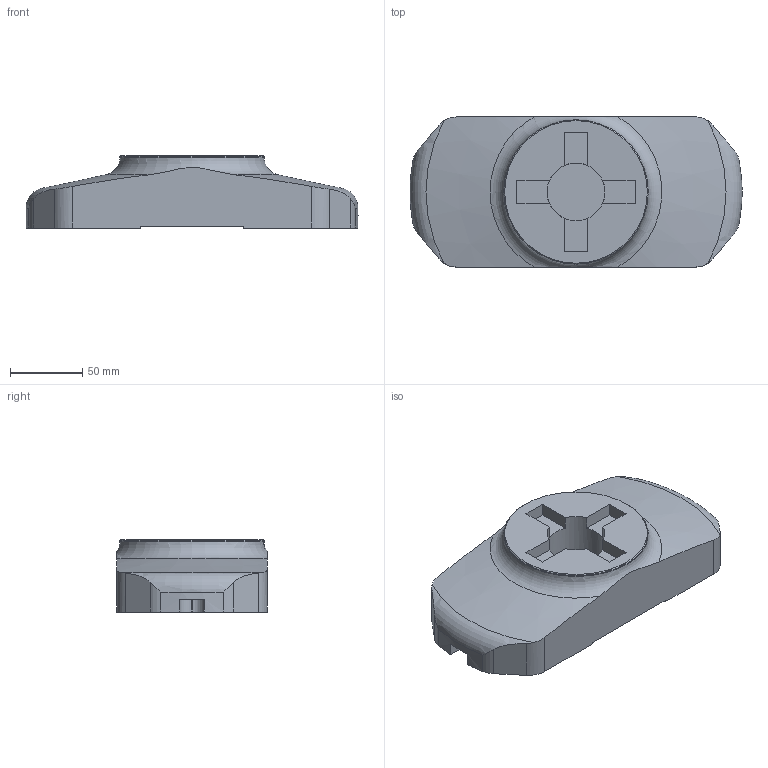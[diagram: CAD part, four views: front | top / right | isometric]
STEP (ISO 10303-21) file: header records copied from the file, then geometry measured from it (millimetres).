
FILE_DESCRIPTION(/* description */ (''),/* implementation_level */ '2;1');
FILE_NAME(/* name */ '1545118011941.stp',/* time_stamp */ '2018-12-18T08:27:08+01:00',/* author */ (''),/* organization */ ('SMS'),/* preprocessor_version */ 'ST-DEVELOPER v15',/* originating_system */ 'SIEMENS PLM Software NX 8.5',/* authorisation */ '');
FILE_SCHEMA (('AUTOMOTIVE_DESIGN { 1 0 10303 214 3 1 1 1 }'));
Length unit declared in the file: millimetre
Products named in the file (1): 111165597mod000_01
Bounding box: 229.93 x 104 x 50 mm (x, y, z)
Volume: 789110.9 mm3; surface area: 73367.4 mm2
Topology: 1 solids, 1 shells, 61 faces, 173 edges, 119 vertices
Faces by surface type: plane 37, cylinder 18, torus 3, cone 3
Full cylindrical faces by diameter (mm): 40.013 x1, 100 x1
Entity records: 2068 total; most frequent: CARTESIAN_POINT 442, ORIENTED_EDGE 332, DIRECTION 320, EDGE_CURVE 166, VERTEX_POINT 112, AXIS2_PLACEMENT_3D 110, LINE 100, VECTOR 100
